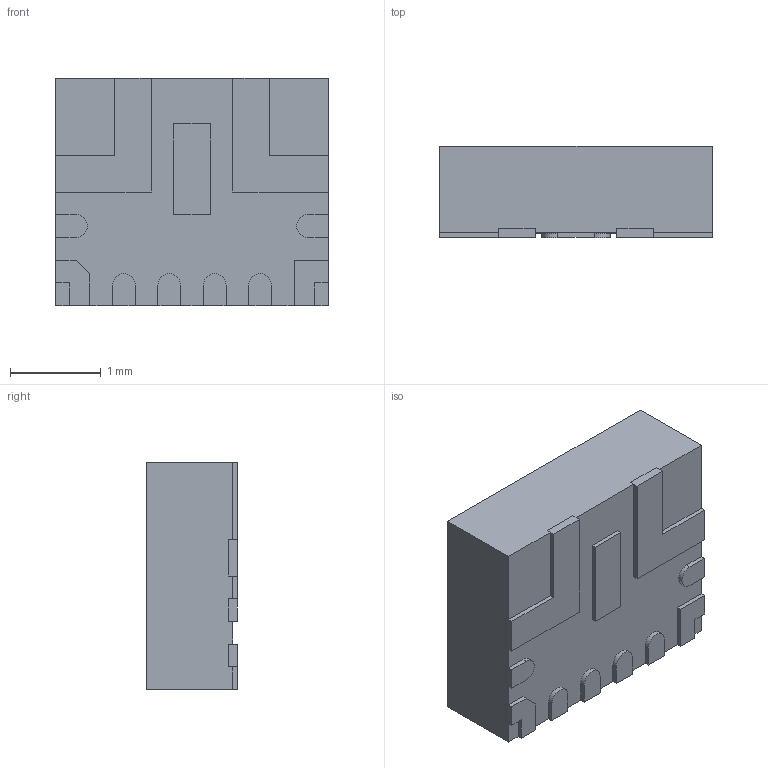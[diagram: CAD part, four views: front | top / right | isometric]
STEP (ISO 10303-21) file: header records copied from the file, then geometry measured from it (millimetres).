
FILE_DESCRIPTION (( 'STEP AP214' ), '1' );
FILE_NAME ('TPS61288LRQQR.STEP', '2023-06-12T13:27:31', ( '' ), ( '' ), 'SwSTEP 2.0', 'SolidWorks 2017', '' );
FILE_SCHEMA (( 'AUTOMOTIVE_DESIGN' ));
Length unit declared in the file: millimetre
Products named in the file (1): TPS61288LRQQR
Bounding box: 3 x 1 x 2.5 mm (x, y, z)
Volume: 7.3 mm3; surface area: 33.9 mm2
Topology: 13 solids, 13 shells, 142 faces, 342 edges, 228 vertices
Faces by surface type: plane 126, cylinder 16
Entity records: 4220 total; most frequent: CARTESIAN_POINT 713, ORIENTED_EDGE 684, DIRECTION 660, EDGE_CURVE 342, VECTOR 310, LINE 310, VERTEX_POINT 228, AXIS2_PLACEMENT_3D 175
